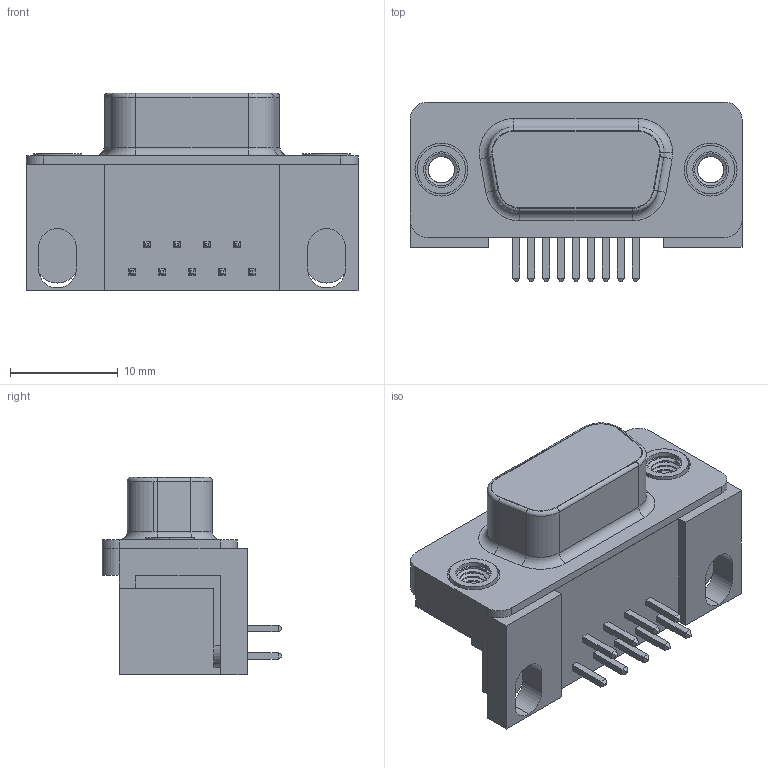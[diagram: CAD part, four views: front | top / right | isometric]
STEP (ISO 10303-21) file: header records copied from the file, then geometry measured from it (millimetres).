
FILE_DESCRIPTION (( 'STEP AP214' ), '1' );
FILE_NAME ('L77SDE09SA4CH3R.STEP', '2022-08-18T07:22:36', ( '' ), ( '' ), 'SwSTEP 2.0', 'SolidWorks 2017', '' );
FILE_SCHEMA (( 'AUTOMOTIVE_DESIGN' ));
Length unit declared in the file: millimetre
Products named in the file (2): L77SDE09SA4CH3R; Body _09
Assembly tree (1 placements, depth 2):
  L77SDE09SA4CH3R
    Body _09
Bounding box: 30.81 x 16.68 x 18.3 mm (x, y, z)
Volume: 4038.6 mm3; surface area: 3977.2 mm2
Topology: 14 solids, 14 shells, 287 faces, 683 edges, 434 vertices
Faces by surface type: plane 174, cylinder 97, torus 10, bspline 6
Entity records: 10490 total; most frequent: CARTESIAN_POINT 3766, ORIENTED_EDGE 1366, DIRECTION 1309, EDGE_CURVE 683, VECTOR 455, LINE 455, VERTEX_POINT 434, AXIS2_PLACEMENT_3D 427
